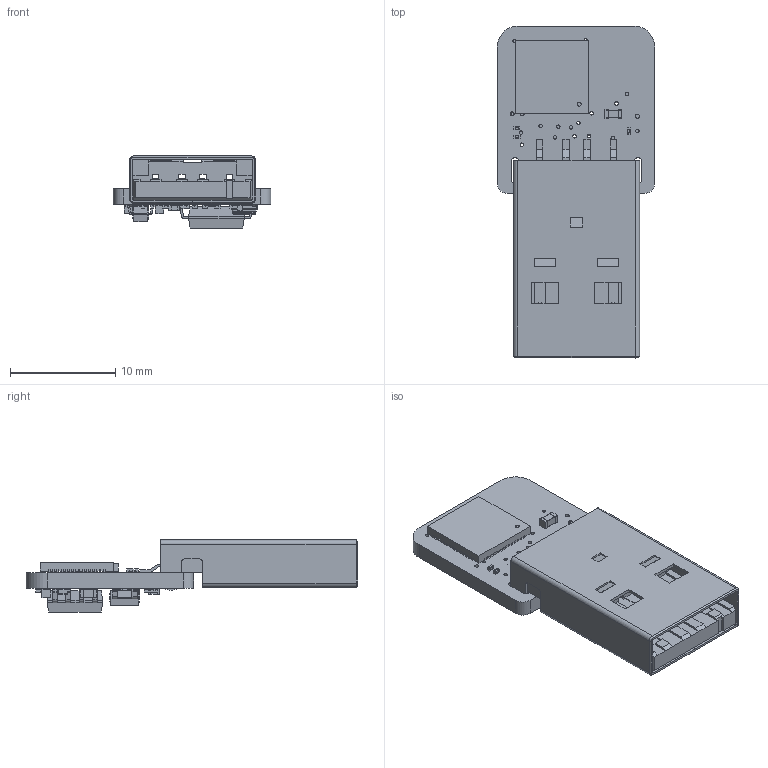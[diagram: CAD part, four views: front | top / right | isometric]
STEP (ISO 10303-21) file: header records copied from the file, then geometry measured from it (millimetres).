
FILE_DESCRIPTION(/* description */ ('KiCad electronic assembly'),/* implementation_level */ '2;1');
FILE_NAME(/* name */ 'NanoPicoA.stp',/* time_stamp */ '2026-02-01T15:11:55Z',/* author */ ('Balint'),/* organization */ ('Kicad'),/* preprocessor_version */ 'ST-DEVELOPER v20',/* originating_system */ 'Autodesk Inventor 2025',/* authorisation */ 'Unknown');
FILE_SCHEMA (('AUTOMOTIVE_DESIGN { 1 0 10303 214 3 1 1 }'));
Length unit declared in the file: millimetre
Products named in the file (13): NanoPicoA; QFN-56-1EP_7x7mm_P0.4mm_EP3.2x3.2mm; SOT-23-5; SOIC-8_5.3x5.3mm_P1.27mm; C_0603_1608Metric; Crystal_SMD_2520-4Pin_2.5x2.0mm; C_0201_0603Metric; C_0402_1005Metric; R_0603_1608Metric; R_0402_1005Metric; NanoPicoA_silkscreen; NanoPicoA_PCB; 480372100
Assembly tree (34 placements, depth 2):
  NanoPicoA
    C_0201_0603Metric  x13
    C_0603_1608Metric  x5
    QFN-56-1EP_7x7mm_P0.4mm_EP3.2x3.2mm
    SOT-23-5
    SOIC-8_5.3x5.3mm_P1.27mm
    R_0402_1005Metric  x6
    C_0402_1005Metric  x2
    Crystal_SMD_2520-4Pin_2.5x2.0mm
    R_0603_1608Metric
    NanoPicoA_silkscreen
    NanoPicoA_PCB
    480372100
Bounding box: 15 x 31.61 x 6.86 mm (x, y, z)
Volume: 1146.2 mm3; surface area: 2814.9 mm2
Topology: 33 solids, 33 shells, 1907 faces, 5048 edges, 3288 vertices
Faces by surface type: plane 1334, cylinder 523, torus 36, bspline 8, cone 6
Full cylindrical faces by diameter (mm): 0.33 x36, 0.381 x14, 0.4 x1, 1 x2, 1.1 x2
Entity records: 42295 total; most frequent: CARTESIAN_POINT 7440, ORIENTED_EDGE 6968, DIRECTION 6776, EDGE_CURVE 3484, LINE 2852, VECTOR 2852, VERTEX_POINT 2252, AXIS2_PLACEMENT_3D 1962
